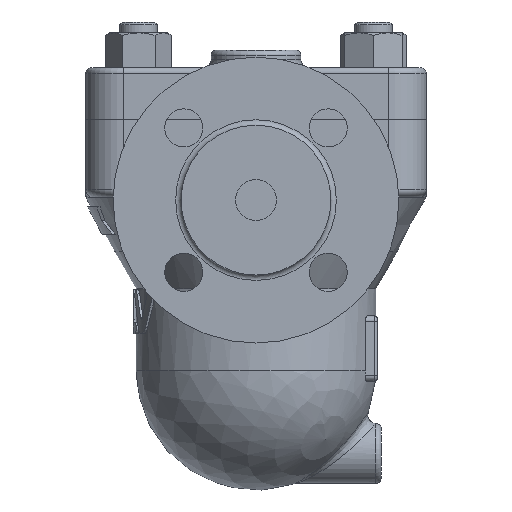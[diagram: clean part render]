
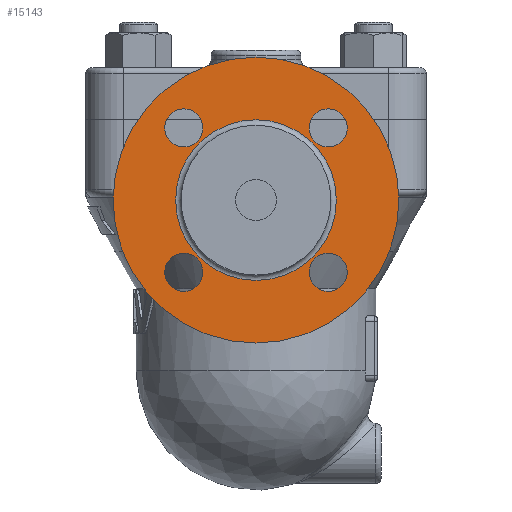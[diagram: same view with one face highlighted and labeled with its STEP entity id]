
A CAD part, left-side view. The second image highlights one B-rep face of the part: STEP entity #15143.
In plain terms, the highlighted planar face has unit normal (-1, 0, 0).
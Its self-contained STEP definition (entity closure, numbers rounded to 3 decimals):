
#14997=CARTESIAN_POINT('',(-113.5,0.0,51.5));
#14998=VERTEX_POINT('',#14997);
#14999=CARTESIAN_POINT('',(-113.5,0.0,-1.));
#15000=DIRECTION('',(-1.0,0.0,0.0));
#15001=DIRECTION('',(0.0,0.0,1.0));
#15002=AXIS2_PLACEMENT_3D('',#14999,#15000,#15001);
#15003=CIRCLE('',#15002,52.5);
#15004=EDGE_CURVE('',#14998,#14998,#15003,.T.);
#15040=CARTESIAN_POINT('',(-113.5,-26.517,18.517));
#15041=VERTEX_POINT('',#15040);
#15042=CARTESIAN_POINT('',(-113.5,-26.517,25.517));
#15043=DIRECTION('',(1.0,0.0,0.0));
#15044=DIRECTION('',(0.0,0.0,-1.0));
#15045=AXIS2_PLACEMENT_3D('',#15042,#15043,#15044);
#15046=CIRCLE('',#15045,7.);
#15047=EDGE_CURVE('',#15041,#15041,#15046,.T.);
#15060=CARTESIAN_POINT('',(-113.5,19.517,25.517));
#15061=VERTEX_POINT('',#15060);
#15062=CARTESIAN_POINT('',(-113.5,26.517,25.517));
#15063=DIRECTION('',(1.0,0.0,0.0));
#15064=DIRECTION('',(0.0,-1.0,0.0));
#15065=AXIS2_PLACEMENT_3D('',#15062,#15063,#15064);
#15066=CIRCLE('',#15065,7.);
#15067=EDGE_CURVE('',#15061,#15061,#15066,.T.);
#15080=CARTESIAN_POINT('',(-113.5,26.517,-20.517));
#15081=VERTEX_POINT('',#15080);
#15082=CARTESIAN_POINT('',(-113.5,26.517,-27.517));
#15083=DIRECTION('',(1.0,0.0,0.0));
#15084=DIRECTION('',(0.0,0.0,1.0));
#15085=AXIS2_PLACEMENT_3D('',#15082,#15083,#15084);
#15086=CIRCLE('',#15085,7.);
#15087=EDGE_CURVE('',#15081,#15081,#15086,.T.);
#15100=CARTESIAN_POINT('',(-113.5,-19.517,-27.517));
#15101=VERTEX_POINT('',#15100);
#15102=CARTESIAN_POINT('',(-113.5,-26.517,-27.517));
#15103=DIRECTION('',(1.0,0.0,0.0));
#15104=DIRECTION('',(0.0,1.0,0.0));
#15105=AXIS2_PLACEMENT_3D('',#15102,#15103,#15104);
#15106=CIRCLE('',#15105,7.);
#15107=EDGE_CURVE('',#15101,#15101,#15106,.T.);
#15112=CARTESIAN_POINT('',(-113.5,0.0,39.));
#15113=DIRECTION('',(1.0,0.0,0.0));
#15114=DIRECTION('',(0.0,0.0,-1.0));
#15115=AXIS2_PLACEMENT_3D('',#15112,#15113,#15114);
#15116=PLANE('',#15115);
#15117=ORIENTED_EDGE('',*,*,#15004,.T.);
#15118=EDGE_LOOP('',(#15117));
#15119=FACE_OUTER_BOUND('',#15118,.T.);
#15120=ORIENTED_EDGE('',*,*,#15047,.T.);
#15121=EDGE_LOOP('',(#15120));
#15122=FACE_BOUND('',#15121,.T.);
#15123=ORIENTED_EDGE('',*,*,#15067,.T.);
#15124=EDGE_LOOP('',(#15123));
#15125=FACE_BOUND('',#15124,.T.);
#15126=ORIENTED_EDGE('',*,*,#15087,.T.);
#15127=EDGE_LOOP('',(#15126));
#15128=FACE_BOUND('',#15127,.T.);
#15129=ORIENTED_EDGE('',*,*,#15107,.T.);
#15130=EDGE_LOOP('',(#15129));
#15131=FACE_BOUND('',#15130,.T.);
#15132=CARTESIAN_POINT('',(-113.5,0.0,28.5));
#15133=VERTEX_POINT('',#15132);
#15134=CARTESIAN_POINT('',(-113.5,0.0,-1.));
#15135=DIRECTION('',(-1.0,0.0,0.0));
#15136=DIRECTION('',(0.0,0.0,-1.0));
#15137=AXIS2_PLACEMENT_3D('',#15134,#15135,#15136);
#15138=CIRCLE('',#15137,29.5);
#15139=EDGE_CURVE('',#15133,#15133,#15138,.T.);
#15140=ORIENTED_EDGE('',*,*,#15139,.F.);
#15141=EDGE_LOOP('',(#15140));
#15142=FACE_BOUND('',#15141,.T.);
#15143=ADVANCED_FACE('',(#15119,#15122,#15125,#15128,#15131,#15142),#15116,.F.);
